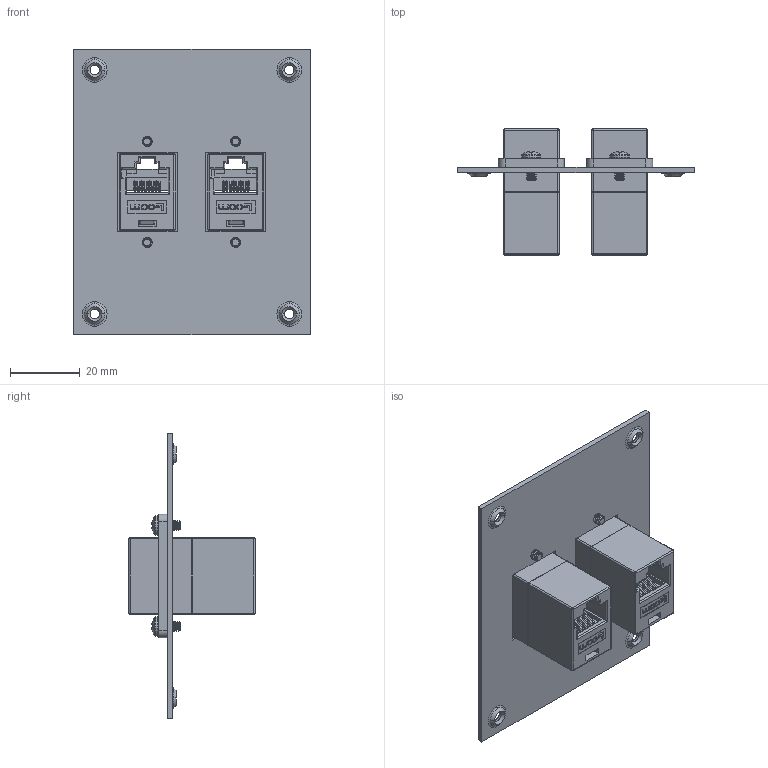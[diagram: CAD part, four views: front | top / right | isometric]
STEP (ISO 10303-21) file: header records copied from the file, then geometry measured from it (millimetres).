
FILE_DESCRIPTION (( 'STEP AP203' ), '1' );
FILE_NAME ('USP2ECF8SKB.STEP', '2014-11-13T21:10:54', ( 'x' ), ( '' ), 'SwSTEP 2.0', 'SolidWorks 2014', '' );
FILE_SCHEMA (( 'CONFIG_CONTROL_DESIGN' ));
Length unit declared in the file: inch
Products named in the file (10): USP2ECF8SKB; 1AG01-096; 1AD04-001-WIRE TOP ROW; 1AD04-001-WIRE BOTTOM ROW; 1AG01-095; 1AG01-105_with flange; 1AG01-097; ECF504-8SK; 1AR06-001; 91772A106_91772A106
Assembly tree (20 placements, depth 4):
  USP2ECF8SKB
    1AR06-001
    ECF504-8SK  x2
      1AG01-095
        1AG01-096
        1AD04-001-WIRE TOP ROW  x4
        1AD04-001-WIRE BOTTOM ROW  x4
      1AG01-105_with flange
      1AG01-097
    91772A106_91772A106  x4
Bounding box: 68.07 x 36.22 x 82.04 mm (x, y, z)
Volume: 22261.5 mm3; surface area: 32766.8 mm2
Topology: 45 solids, 45 shells, 2430 faces, 6364 edges, 4092 vertices
Faces by surface type: plane 1118, cylinder 952, torus 160, bspline 108, cone 60, sphere 32
Entity records: 28019 total; most frequent: CARTESIAN_POINT 6576, ORIENTED_EDGE 4396, DIRECTION 3928, EDGE_CURVE 2198, LINE 1478, VECTOR 1478, VERTEX_POINT 1433, AXIS2_PLACEMENT_3D 1225
